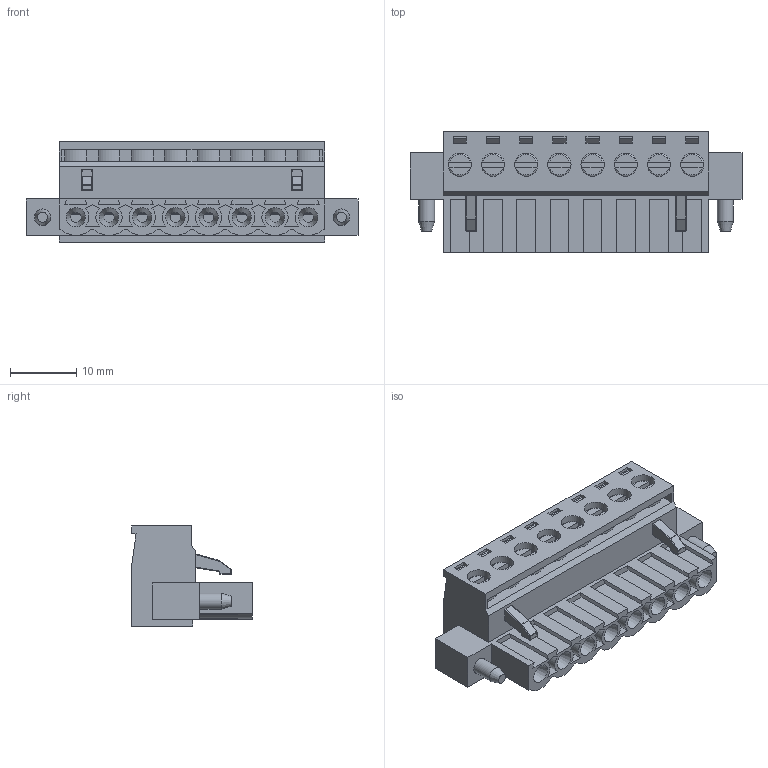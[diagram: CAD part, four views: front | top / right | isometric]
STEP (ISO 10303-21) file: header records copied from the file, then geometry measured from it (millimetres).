
FILE_DESCRIPTION( ( 'Unknown' ), '1' );
FILE_NAME( '691343710008.stp', 'Unknown', ( 'Unknown' ), ( 'Unknown' ), 'PSStep 14.0', 'Unknown', ' ' );
FILE_SCHEMA( ( 'AUTOMOTIVE_DESIGN { 1 0 10303 214 1 1 1 1 }' ) );
Length unit declared in the file: millimetre
Products named in the file (7): Assem1; 6913527100xxCAGE; 6913527100xx_PIN; 6913527100xx_VIS; 6913437100xx_VISSE_FLANGE; 691352710008; 691352710008_COFFRE
Assembly tree (28 placements, depth 2):
  Assem1
    6913527100xxCAGE  x8
    6913527100xx_PIN  x8
    6913527100xx_VIS  x8
    6913437100xx_VISSE_FLANGE  x2
    691352710008
    691352710008_COFFRE
Bounding box: 50 x 18.2 x 15.1 mm (x, y, z)
Volume: 4803 mm3; surface area: 12326.8 mm2
Topology: 28 solids, 28 shells, 1748 faces, 4791 edges, 3128 vertices
Faces by surface type: plane 1214, cylinder 462, cone 34, torus 22, sphere 16
Full cylindrical faces by diameter (mm): 2.4 x2, 2.5 x2, 2.7 x16, 3.5 x16, 3.8 x2, 4 x2
Entity records: 33885 total; most frequent: CARTESIAN_POINT 4777, ORIENTED_EDGE 4582, DIRECTION 4345, EDGE_CURVE 2291, LINE 1973, VECTOR 1973, VERTEX_POINT 1518, AXIS2_PLACEMENT_3D 1186
